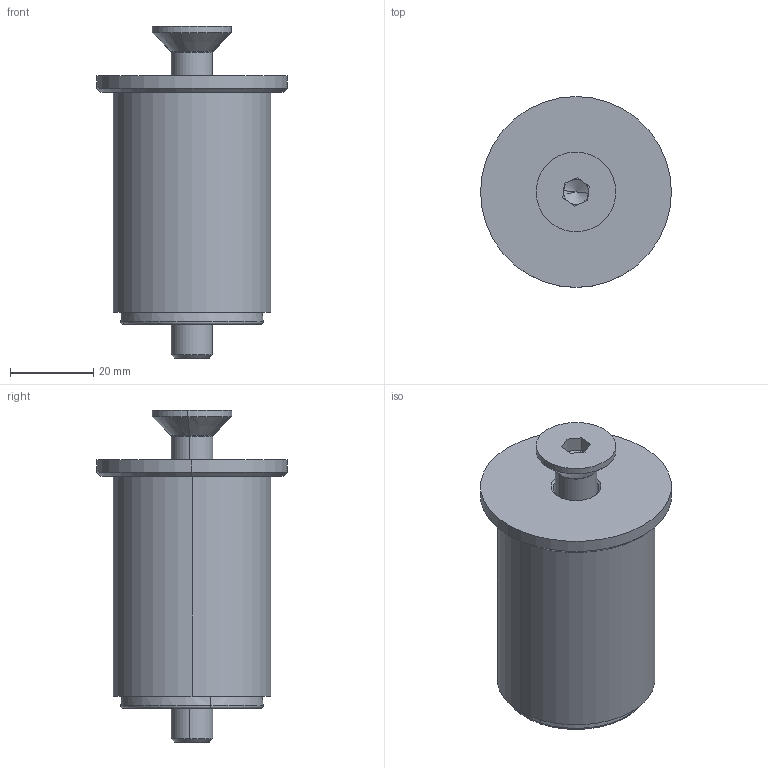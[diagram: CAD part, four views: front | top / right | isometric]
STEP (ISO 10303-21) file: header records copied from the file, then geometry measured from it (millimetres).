
FILE_DESCRIPTION (( 'STEP AP203' ), '1' );
FILE_NAME ('41190 for customer.STEP', '2021-12-08T14:31:48', ( '' ), ( '' ), 'SwSTEP 2.0', 'SolidWorks 2020', '' );
FILE_SCHEMA (( 'CONFIG_CONTROL_DESIGN' ));
Length unit declared in the file: millimetre
Products named in the file (4): 41190-1; 41190 for customer; 41190-2; socket countersunk head screw_iso_ISO 10642 - M10 x 80 --- 80N
Assembly tree (3 placements, depth 2):
  41190 for customer
    41190-1
    41190-2
    socket countersunk head screw_iso_ISO 10642 - M10 x 80 --- 80N
Bounding box: 46 x 46 x 80 mm (x, y, z)
Volume: 39471.3 mm3; surface area: 22174.2 mm2
Topology: 3 solids, 3 shells, 68 faces, 140 edges, 81 vertices
Faces by surface type: plane 22, cone 20, cylinder 18, torus 8
Entity records: 2196 total; most frequent: DIRECTION 362, CARTESIAN_POINT 293, ORIENTED_EDGE 276, AXIS2_PLACEMENT_3D 150, EDGE_CURVE 138, VERTEX_POINT 81, EDGE_LOOP 77, CIRCLE 76
